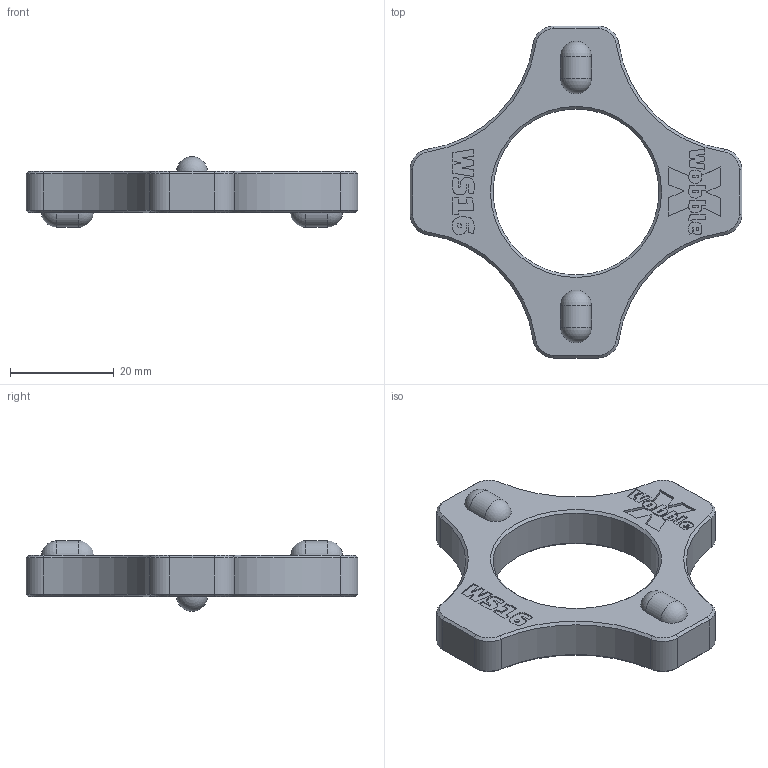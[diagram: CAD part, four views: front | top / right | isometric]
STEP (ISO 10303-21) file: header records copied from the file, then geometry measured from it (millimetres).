
FILE_DESCRIPTION(/* description */ (''),/* implementation_level */ '2;1');
FILE_NAME(/* name */ 'WobbleX_WS16_MockUp.step',/* time_stamp */ '2023-03-30T14:51:43-04:00',/* author */ (''),/* organization */ (''),/* preprocessor_version */ 'ST-DEVELOPER v19.2',/* originating_system */ 'Autodesk Translation Framework v11.17.0.187',/* authorisation */ '');
FILE_SCHEMA (('AUTOMOTIVE_DESIGN { 1 0 10303 214 3 1 1 }'));
Length unit declared in the file: millimetre
Products named in the file (1): MockUp
Bounding box: 64 x 64 x 13.6 mm (x, y, z)
Volume: 11955.6 mm3; surface area: 5445.3 mm2
Topology: 1 solids, 1 shells, 673 faces, 1822 edges, 1202 vertices
Faces by surface type: plane 337, bspline 285, cone 26, cylinder 17, sphere 8
Full cylindrical faces by diameter (mm): 32 x1
Entity records: 23786 total; most frequent: CARTESIAN_POINT 8744, ORIENTED_EDGE 3644, DIRECTION 2087, EDGE_CURVE 1822, VERTEX_POINT 1202, LINE 1173, VECTOR 1173, EDGE_LOOP 726
